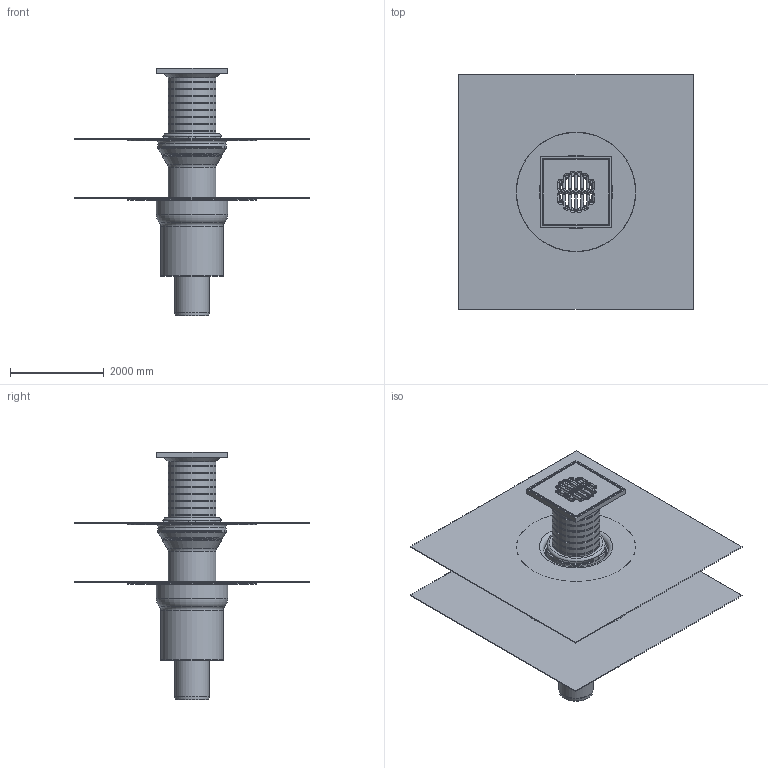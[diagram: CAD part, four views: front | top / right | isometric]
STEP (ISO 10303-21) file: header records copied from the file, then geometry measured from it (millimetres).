
FILE_DESCRIPTION(/* description */ (''),/* implementation_level */ '2;1');
FILE_NAME(/* name */ '16598.070X_3D.stp',/* time_stamp */ '2025-01-06T10:03:25+01:00',/* author */ ('c.rudolph'),/* organization */ (''),/* preprocessor_version */ 'ST-DEVELOPER v20',/* originating_system */ 'AutoCAD Mechanical',/* authorisation */ '');
FILE_SCHEMA (('AUTOMOTIVE_DESIGN { 1 0 10303 214 3 1 1 }'));
Length unit declared in the file: centimetre
Products named in the file (2): Product; *S0
Assembly tree (1 placements, depth 2):
  Product
    *S0
Bounding box: 5000 x 5000 x 5276.83 mm (x, y, z)
Volume: 2631943968.1 mm3; surface area: 210693763.4 mm2
Topology: 18 solids, 20 shells, 632 faces, 1478 edges, 908 vertices
Faces by surface type: plane 237, cylinder 187, torus 129, cone 71, sphere 8
Full cylindrical faces by diameter (mm): 35 x4, 80 x4, 105 x1, 698 x2, 730 x5, 960 x1, 980 x1, 1010 x8, 1020 x10, 1024 x1, 1140 x1, 1150 x2, 1160 x4, 1180 x2, 1200 x6, 1212.246 x1, 1280 x2, 1330 x2, 1400 x4, 1430 x4, 1460 x3, 1469.995 x2, 1519.995 x1
Entity records: 18715 total; most frequent: CARTESIAN_POINT 3509, DIRECTION 3499, ORIENTED_EDGE 2954, EDGE_CURVE 1477, AXIS2_PLACEMENT_3D 1450, VERTEX_POINT 906, CIRCLE 799, EDGE_LOOP 717
